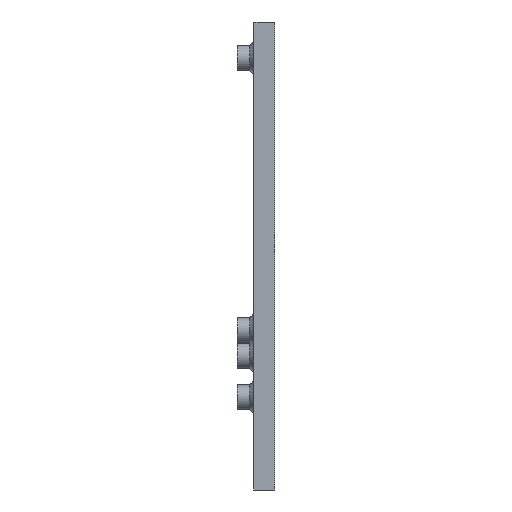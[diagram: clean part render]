
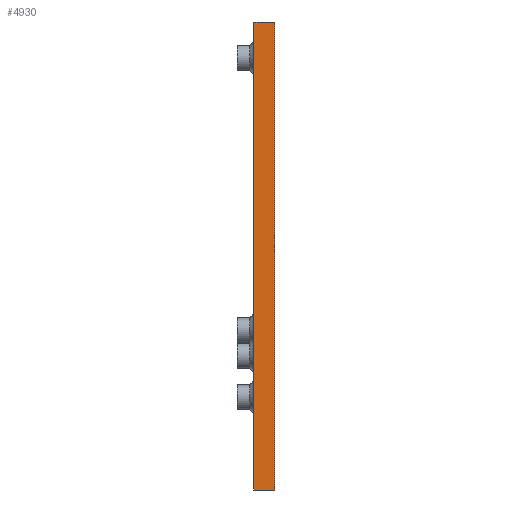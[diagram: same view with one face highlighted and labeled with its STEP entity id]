
A CAD part, left-side view. The second image highlights one B-rep face of the part: STEP entity #4930.
In plain terms, the highlighted planar face has unit normal (-1, 0, 0).
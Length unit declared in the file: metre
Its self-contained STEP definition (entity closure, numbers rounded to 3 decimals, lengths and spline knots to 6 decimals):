
#957=ORIENTED_EDGE('',*,*,#1969,.F.);
#958=ORIENTED_EDGE('',*,*,#1462,.F.);
#959=ORIENTED_EDGE('',*,*,#1970,.T.);
#960=ORIENTED_EDGE('',*,*,#1967,.T.);
#1462=EDGE_CURVE('',#2137,#2138,#2557,.T.);
#1967=EDGE_CURVE('',#2457,#2456,#3022,.T.);
#1969=EDGE_CURVE('',#2138,#2456,#3024,.T.);
#1970=EDGE_CURVE('',#2137,#2457,#3025,.T.);
#2137=VERTEX_POINT('',#6741);
#2138=VERTEX_POINT('',#6743);
#2456=VERTEX_POINT('',#7759);
#2457=VERTEX_POINT('',#7761);
#2557=LINE('',#6742,#3162);
#3022=LINE('',#7760,#3627);
#3024=LINE('',#7764,#3629);
#3025=LINE('',#7765,#3630);
#3162=VECTOR('',#5409,1.);
#3627=VECTOR('',#6342,1.);
#3629=VECTOR('',#6346,1.);
#3630=VECTOR('',#6347,1.);
#3967=EDGE_LOOP('',(#957,#958,#959,#960));
#4320=FACE_BOUND('',#3967,.T.);
#4657=PLANE('',#5275);
#4930=ADVANCED_FACE('',(#4320),#4657,.T.);
#5275=AXIS2_PLACEMENT_3D('',#7763,#6344,#6345);
#5409=DIRECTION('',(0.,-1.,0.));
#6342=DIRECTION('',(0.,-1.,0.));
#6344=DIRECTION('',(-1.,0.,0.));
#6345=DIRECTION('',(0.,-1.,0.));
#6346=DIRECTION('',(0.,0.,-1.));
#6347=DIRECTION('',(0.,0.,-1.));
#6741=CARTESIAN_POINT('',(-0.01,0.015,0.055672));
#6742=CARTESIAN_POINT('',(-0.01,0.015,0.055672));
#6743=CARTESIAN_POINT('',(-0.01,0.01,0.055672));
#7759=CARTESIAN_POINT('',(-0.01,0.01,-0.057828));
#7760=CARTESIAN_POINT('',(-0.01,0.015,-0.057828));
#7761=CARTESIAN_POINT('',(-0.01,0.015,-0.057828));
#7763=CARTESIAN_POINT('',(-0.01,0.015,-0.001078));
#7764=CARTESIAN_POINT('',(-0.01,0.01,-0.001078));
#7765=CARTESIAN_POINT('',(-0.01,0.015,-0.001078));
